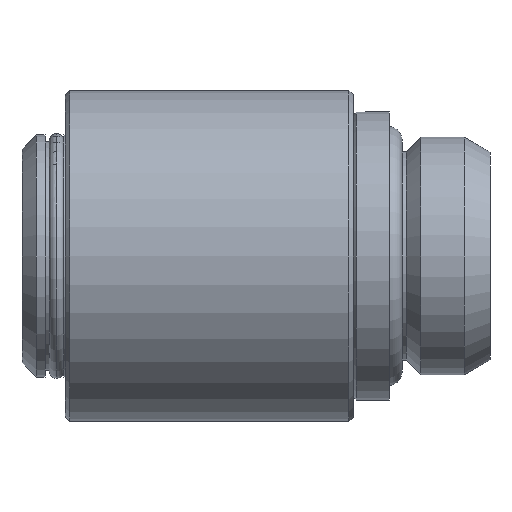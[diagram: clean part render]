
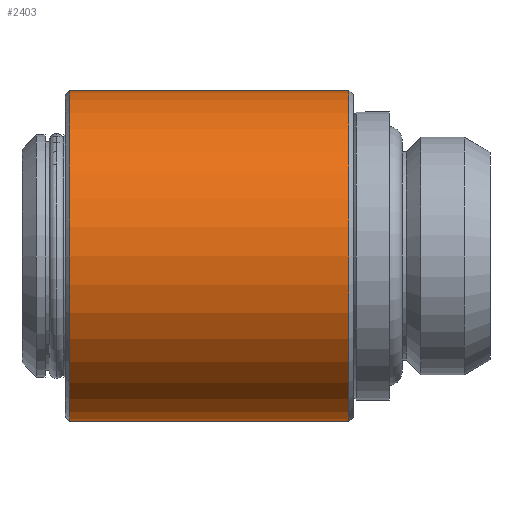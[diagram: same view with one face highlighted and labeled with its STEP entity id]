
A CAD part, left-side view. The second image highlights one B-rep face of the part: STEP entity #2403.
In plain terms, the highlighted cylindrical face has radius 11.5 mm (diameter 23 mm), a partial arc.
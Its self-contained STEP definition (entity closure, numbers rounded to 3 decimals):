
#15 = DIRECTION ( 'NONE',  ( 0., 0., -1. ) ) ;
#16 = DIRECTION ( 'NONE',  ( 0., -1., 0. ) ) ;
#17 = AXIS2_PLACEMENT_3D ( 'NONE', #18, #16, #15 ) ;
#18 = CARTESIAN_POINT ( 'NONE',  ( 0., -9.881, 0. ) ) ;
#19 = CYLINDRICAL_SURFACE ( 'NONE', #17, 11.5 ) ;
#20 = FACE_OUTER_BOUND ( 'NONE', #2537, .T. ) ;
#41 = DIRECTION ( 'NONE',  ( 0., 0., -1. ) ) ;
#42 = DIRECTION ( 'NONE',  ( 0., -1., 0. ) ) ;
#43 = CARTESIAN_POINT ( 'NONE',  ( 0., 9.7, 0. ) ) ;
#44 = AXIS2_PLACEMENT_3D ( 'NONE', #43, #42, #41 ) ;
#45 = CIRCLE ( 'NONE', #44, 11.5 ) ;
#72 = CARTESIAN_POINT ( 'NONE',  ( 0., -9.7, -11.5 ) ) ;
#121 = CARTESIAN_POINT ( 'NONE',  ( 0., 9.7, 11.5 ) ) ;
#187 = DIRECTION ( 'NONE',  ( 0., -1., 0. ) ) ;
#188 = VECTOR ( 'NONE', #187, 1000. ) ;
#189 = CARTESIAN_POINT ( 'NONE',  ( 0., -9.881, -11.5 ) ) ;
#194 = LINE ( 'NONE', #189, #188 ) ;
#195 = CARTESIAN_POINT ( 'NONE',  ( 0., 9.7, -11.5 ) ) ;
#260 = DIRECTION ( 'NONE',  ( 0., -1., 0. ) ) ;
#261 = CARTESIAN_POINT ( 'NONE',  ( 0., -9.7, 0. ) ) ;
#262 = AXIS2_PLACEMENT_3D ( 'NONE', #261, #260, #290 ) ;
#269 = CIRCLE ( 'NONE', #262, 11.5 ) ;
#290 = DIRECTION ( 'NONE',  ( 0., 0., -1. ) ) ;
#1717 = CARTESIAN_POINT ( 'NONE',  ( 0., -9.7, 11.5 ) ) ;
#1762 = DIRECTION ( 'NONE',  ( 0., -1., 0. ) ) ;
#1763 = VECTOR ( 'NONE', #1762, 1000. ) ;
#1764 = CARTESIAN_POINT ( 'NONE',  ( 0., -9.881, 11.5 ) ) ;
#1804 = LINE ( 'NONE', #1764, #1763 ) ;
#2278 = VERTEX_POINT ( 'NONE', #1717 ) ;
#2345 = EDGE_CURVE ( 'NONE', #2432, #2278, #1804, .T. ) ;
#2359 = VERTEX_POINT ( 'NONE', #195 ) ;
#2367 = VERTEX_POINT ( 'NONE', #72 ) ;
#2403 = ADVANCED_FACE ( 'NONE', ( #20 ), #19, .T. ) ;
#2404 = ORIENTED_EDGE ( 'NONE', *, *, #2345, .F. ) ;
#2432 = VERTEX_POINT ( 'NONE', #121 ) ;
#2445 = ORIENTED_EDGE ( 'NONE', *, *, #2481, .T. ) ;
#2446 = ORIENTED_EDGE ( 'NONE', *, *, #2514, .F. ) ;
#2451 = ORIENTED_EDGE ( 'NONE', *, *, #2452, .T. ) ;
#2452 = EDGE_CURVE ( 'NONE', #2432, #2359, #45, .T. ) ;
#2481 = EDGE_CURVE ( 'NONE', #2359, #2367, #194, .T. ) ;
#2514 = EDGE_CURVE ( 'NONE', #2278, #2367, #269, .T. ) ;
#2537 = EDGE_LOOP ( 'NONE', ( #2404, #2451, #2445, #2446 ) ) ;
